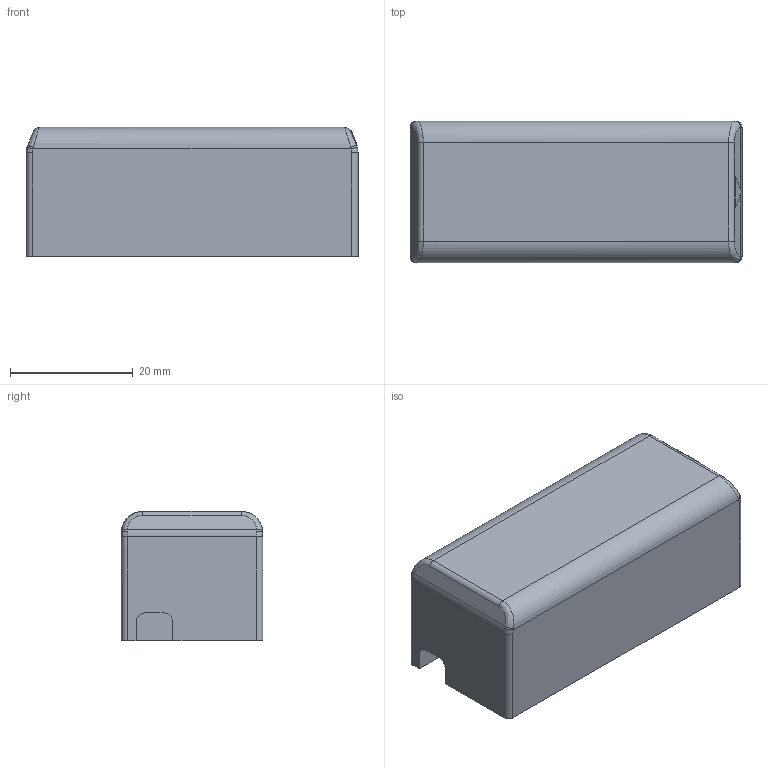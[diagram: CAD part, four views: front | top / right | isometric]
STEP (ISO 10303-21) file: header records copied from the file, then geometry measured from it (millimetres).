
FILE_DESCRIPTION(/* description */ (''),/* implementation_level */ '2;1');
FILE_NAME(/* name */ 'LS-6-X~3',/* time_stamp */ '2023-06-26T15:22:54+08:00',/* author */ (''),/* organization */ (''),/* preprocessor_version */ 'ST-DEVELOPER v16.5',/* originating_system */ '',/* authorisation */ '');
FILE_SCHEMA (('AUTOMOTIVE_DESIGN'));
Length unit declared in the file: millimetre
Products named in the file (1): Document
Bounding box: 54 x 23 x 21 mm (x, y, z)
Volume: 25317.3 mm3; surface area: 5548.6 mm2
Topology: 1 solids, 1 shells, 44 faces, 106 edges, 64 vertices
Faces by surface type: bspline 28, plane 16
Entity records: 1509 total; most frequent: CARTESIAN_POINT 862, ORIENTED_EDGE 212, EDGE_CURVE 106, VERTEX_POINT 64, B_SPLINE_CURVE_WITH_KNOTS 60, ADVANCED_FACE 44, FACE_OUTER_BOUND 44, EDGE_LOOP 44
